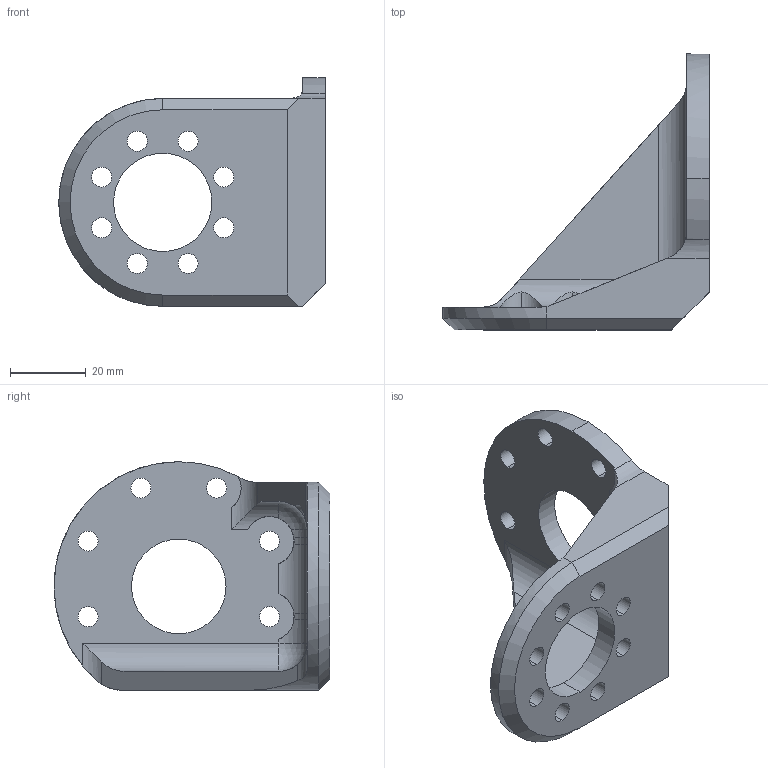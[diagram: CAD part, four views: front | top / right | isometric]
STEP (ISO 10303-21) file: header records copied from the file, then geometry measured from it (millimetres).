
FILE_DESCRIPTION (( 'STEP AP203' ), '1' );
FILE_NAME ('Light Duty 90 Deg. Bracket - Left.step_Default_sldprt.STEP', '2022-11-09T04:41:40', ( '' ), ( '' ), 'SwSTEP 2.0', 'SolidWorks 2022', '' );
FILE_SCHEMA (( 'CONFIG_CONTROL_DESIGN' ));
Length unit declared in the file: millimetre
Products named in the file (1): Light Duty 90 Deg. Bracket - Left.step_Default_sldprt
Bounding box: 70.5 x 73 x 60.5 mm (x, y, z)
Volume: 41044.4 mm3; surface area: 17798 mm2
Topology: 1 solids, 1 shells, 78 faces, 223 edges, 145 vertices
Faces by surface type: cylinder 59, plane 14, sphere 2, bspline 2, cone 1
Entity records: 3294 total; most frequent: CARTESIAN_POINT 1133, ORIENTED_EDGE 442, DIRECTION 432, EDGE_CURVE 221, AXIS2_PLACEMENT_3D 172, VERTEX_POINT 145, EDGE_LOOP 110, CIRCLE 95
